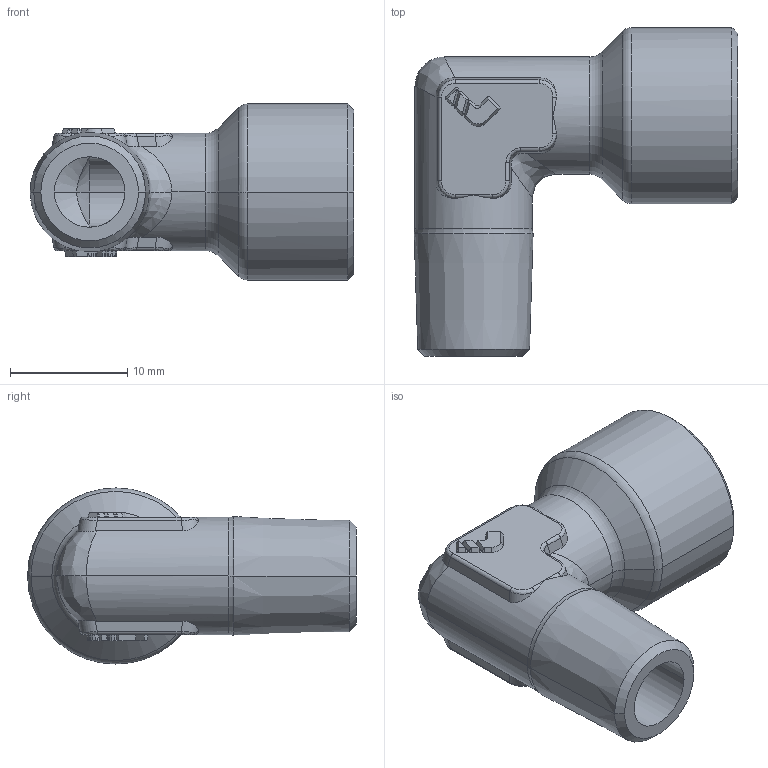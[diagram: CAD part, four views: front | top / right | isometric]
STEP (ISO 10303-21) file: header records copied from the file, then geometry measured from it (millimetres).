
FILE_DESCRIPTION(('STEP AP214'),'1');
FILE_NAME('1844_10_10.stp','2016-07-07T14:19:42',('TraceParts'),('TraceParts S.A.'),'Spatial InterOp 3D',' ',' ');
FILE_SCHEMA(('automotive_design'));
Length unit declared in the file: millimetre
Products named in the file (1): Solide1
Bounding box: 27.57 x 28 x 15 mm (x, y, z)
Volume: 2954.4 mm3; surface area: 2613.4 mm2
Topology: 1 solids, 1 shells, 262 faces, 712 edges, 460 vertices
Faces by surface type: plane 164, cylinder 40, cone 36, bspline 16, torus 6
Entity records: 12178 total; most frequent: CARTESIAN_POINT 3532, ORIENTED_EDGE 1424, DIRECTION 1266, EDGE_CURVE 712, LINE 526, VECTOR 526, VERTEX_POINT 460, AXIS2_PLACEMENT_3D 370
